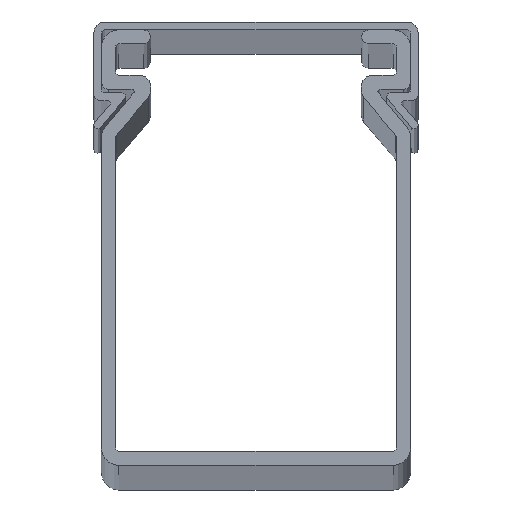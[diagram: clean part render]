
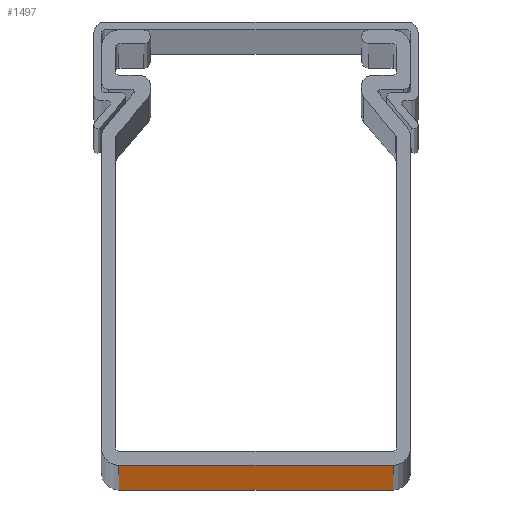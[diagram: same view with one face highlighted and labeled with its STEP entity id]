
A CAD part, top view. The second image highlights one B-rep face of the part: STEP entity #1497.
In plain terms, the highlighted planar face has unit normal (0, -1, 0).
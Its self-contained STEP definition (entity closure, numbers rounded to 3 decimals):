
#36 = CARTESIAN_POINT ( 'NONE',  ( 41.7, 20.203, -1. ) ) ;
#44 = CARTESIAN_POINT ( 'NONE',  ( 41.7, 20.203, -1. ) ) ;
#176 = ORIENTED_EDGE ( 'NONE', *, *, #352, .T. ) ;
#352 = EDGE_CURVE ( 'NONE', #943, #1056, #1219, .T. ) ;
#386 = VECTOR ( 'NONE', #3637, 1000. ) ;
#631 = CARTESIAN_POINT ( 'NONE',  ( 44.2, 20.203, -1. ) ) ;
#778 = ORIENTED_EDGE ( 'NONE', *, *, #3343, .T. ) ;
#943 = VERTEX_POINT ( 'NONE', #36 ) ;
#951 = DIRECTION ( 'NONE',  ( 0., 0., -1. ) ) ;
#987 = DIRECTION ( 'NONE',  ( 0., 0., -1. ) ) ;
#1056 = VERTEX_POINT ( 'NONE', #2991 ) ;
#1102 = CARTESIAN_POINT ( 'NONE',  ( 41.7, 20.203, 1999. ) ) ;
#1173 = CARTESIAN_POINT ( 'NONE',  ( 44.2, 20.203, -1. ) ) ;
#1219 = LINE ( 'NONE', #44, #2192 ) ;
#1330 = EDGE_CURVE ( 'NONE', #1056, #3078, #3869, .T. ) ;
#1440 = CARTESIAN_POINT ( 'NONE',  ( 2.7, 20.203, 1999. ) ) ;
#1497 = ADVANCED_FACE ( 'NONE', ( #2404 ), #3205, .T. ) ;
#1727 = ORIENTED_EDGE ( 'NONE', *, *, #2958, .T. ) ;
#1765 = DIRECTION ( 'NONE',  ( -1., 0., 0. ) ) ;
#2192 = VECTOR ( 'NONE', #2389, 1000. ) ;
#2212 = ORIENTED_EDGE ( 'NONE', *, *, #1330, .T. ) ;
#2278 = VECTOR ( 'NONE', #1765, 1000. ) ;
#2326 = AXIS2_PLACEMENT_3D ( 'NONE', #631, #2895, #951 ) ;
#2382 = VERTEX_POINT ( 'NONE', #3442 ) ;
#2389 = DIRECTION ( 'NONE',  ( 0., 0., 1. ) ) ;
#2404 = FACE_OUTER_BOUND ( 'NONE', #3355, .T. ) ;
#2895 = DIRECTION ( 'NONE',  ( 0., -1., 0. ) ) ;
#2958 = EDGE_CURVE ( 'NONE', #3078, #2382, #2960, .T. ) ;
#2960 = LINE ( 'NONE', #3039, #3710 ) ;
#2991 = CARTESIAN_POINT ( 'NONE',  ( 41.7, 20.203, 1999. ) ) ;
#3039 = CARTESIAN_POINT ( 'NONE',  ( 2.7, 20.203, -1. ) ) ;
#3078 = VERTEX_POINT ( 'NONE', #1440 ) ;
#3205 = PLANE ( 'NONE',  #2326 ) ;
#3343 = EDGE_CURVE ( 'NONE', #2382, #943, #3715, .T. ) ;
#3355 = EDGE_LOOP ( 'NONE', ( #176, #2212, #1727, #778 ) ) ;
#3442 = CARTESIAN_POINT ( 'NONE',  ( 2.7, 20.203, -1. ) ) ;
#3637 = DIRECTION ( 'NONE',  ( 1., 0., 0. ) ) ;
#3710 = VECTOR ( 'NONE', #987, 1000. ) ;
#3715 = LINE ( 'NONE', #1173, #386 ) ;
#3869 = LINE ( 'NONE', #1102, #2278 ) ;
